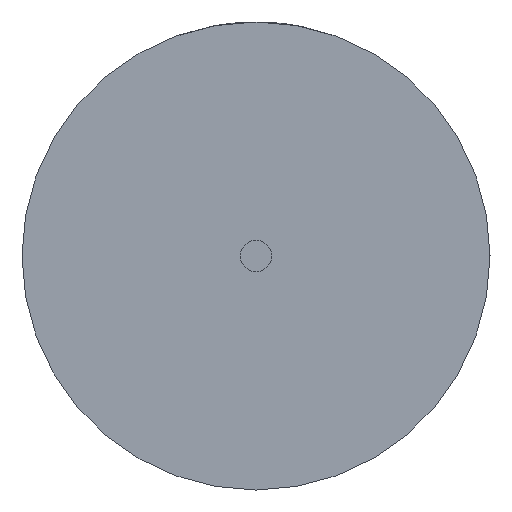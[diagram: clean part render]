
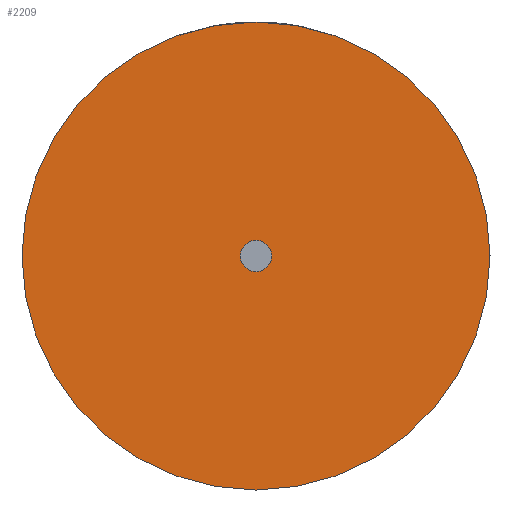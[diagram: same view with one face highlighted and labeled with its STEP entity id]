
A CAD part, left-side view. The second image highlights one B-rep face of the part: STEP entity #2209.
In plain terms, the highlighted planar face has unit normal (-1, 0, 0).
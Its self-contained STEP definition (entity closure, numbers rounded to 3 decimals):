
#68 = ORIENTED_EDGE ( 'NONE', *, *, #868, .F. ) ;
#161 = CARTESIAN_POINT ( 'NONE',  ( -0.005, 0., 0. ) ) ;
#181 = DIRECTION ( 'NONE',  ( -1., 0., 0. ) ) ;
#256 = VERTEX_POINT ( 'NONE', #1018 ) ;
#320 = VERTEX_POINT ( 'NONE', #2784 ) ;
#345 = AXIS2_PLACEMENT_3D ( 'NONE', #161, #2163, #643 ) ;
#463 = AXIS2_PLACEMENT_3D ( 'NONE', #2665, #923, #2905 ) ;
#503 = CIRCLE ( 'NONE', #345, 7.5 ) ;
#577 = AXIS2_PLACEMENT_3D ( 'NONE', #3183, #181, #860 ) ;
#619 = EDGE_LOOP ( 'NONE', ( #651, #1367 ) ) ;
#643 = DIRECTION ( 'NONE',  ( 0., 0., 1. ) ) ;
#651 = ORIENTED_EDGE ( 'NONE', *, *, #1040, .T. ) ;
#834 = DIRECTION ( 'NONE',  ( -1., 0., 0. ) ) ;
#860 = DIRECTION ( 'NONE',  ( 0., 0., 1. ) ) ;
#868 = EDGE_CURVE ( 'NONE', #1531, #320, #1406, .T. ) ;
#923 = DIRECTION ( 'NONE',  ( -1., 0., 0. ) ) ;
#964 = DIRECTION ( 'NONE',  ( -1., 0., 0. ) ) ;
#1018 = CARTESIAN_POINT ( 'NONE',  ( -0.005, 0., 7.5 ) ) ;
#1040 = EDGE_CURVE ( 'NONE', #2795, #256, #2844, .T. ) ;
#1074 = DIRECTION ( 'NONE',  ( 0., 0., 1. ) ) ;
#1367 = ORIENTED_EDGE ( 'NONE', *, *, #2425, .T. ) ;
#1406 = CIRCLE ( 'NONE', #1426, 0.5 ) ;
#1426 = AXIS2_PLACEMENT_3D ( 'NONE', #1624, #834, #1074 ) ;
#1451 = CARTESIAN_POINT ( 'NONE',  ( -0.005, 0., 0. ) ) ;
#1496 = EDGE_CURVE ( 'NONE', #320, #1531, #2684, .T. ) ;
#1531 = VERTEX_POINT ( 'NONE', #2956 ) ;
#1624 = CARTESIAN_POINT ( 'NONE',  ( -0.005, 0., 0. ) ) ;
#2142 = EDGE_LOOP ( 'NONE', ( #68, #2729 ) ) ;
#2163 = DIRECTION ( 'NONE',  ( -1., 0., 0. ) ) ;
#2209 = ADVANCED_FACE ( 'NONE', ( #3029, #2499 ), #2692, .T. ) ;
#2311 = CARTESIAN_POINT ( 'NONE',  ( -0.005, 0., -7.5 ) ) ;
#2374 = AXIS2_PLACEMENT_3D ( 'NONE', #1451, #964, #2452 ) ;
#2425 = EDGE_CURVE ( 'NONE', #256, #2795, #503, .T. ) ;
#2452 = DIRECTION ( 'NONE',  ( 0., 0., 1. ) ) ;
#2499 = FACE_BOUND ( 'NONE', #2142, .T. ) ;
#2665 = CARTESIAN_POINT ( 'NONE',  ( -0.005, 0., 0. ) ) ;
#2684 = CIRCLE ( 'NONE', #577, 0.5 ) ;
#2692 = PLANE ( 'NONE',  #2374 ) ;
#2729 = ORIENTED_EDGE ( 'NONE', *, *, #1496, .F. ) ;
#2784 = CARTESIAN_POINT ( 'NONE',  ( -0.005, 0., 0.5 ) ) ;
#2795 = VERTEX_POINT ( 'NONE', #2311 ) ;
#2844 = CIRCLE ( 'NONE', #463, 7.5 ) ;
#2905 = DIRECTION ( 'NONE',  ( 0., 0., 1. ) ) ;
#2956 = CARTESIAN_POINT ( 'NONE',  ( -0.005, 0., -0.5 ) ) ;
#3029 = FACE_OUTER_BOUND ( 'NONE', #619, .T. ) ;
#3183 = CARTESIAN_POINT ( 'NONE',  ( -0.005, 0., 0. ) ) ;
